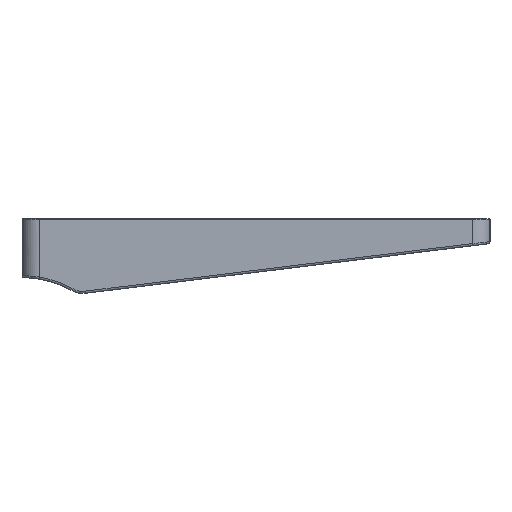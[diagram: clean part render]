
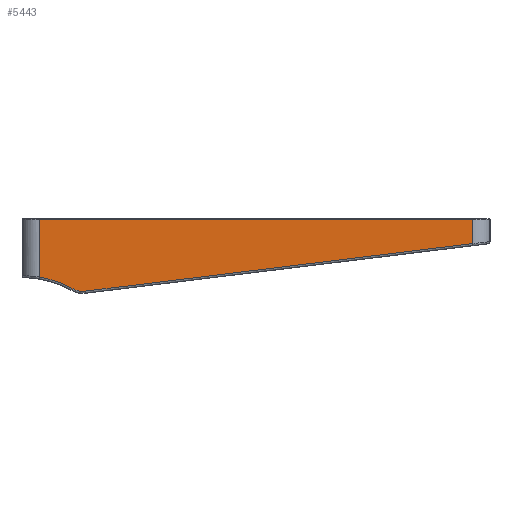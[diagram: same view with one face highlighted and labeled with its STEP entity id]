
A CAD part, left-side view. The second image highlights one B-rep face of the part: STEP entity #5443.
In plain terms, the highlighted planar face has unit normal (-1, 0, 0).
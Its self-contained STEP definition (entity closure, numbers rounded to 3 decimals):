
#331=PLANE('',#5882);
#487=FACE_OUTER_BOUND('',#828,.T.);
#828=EDGE_LOOP('',(#4114,#4115,#4116,#4117,#4118,#4119));
#1163=CIRCLE('',#5883,24.15);
#1164=CIRCLE('',#5884,4.5);
#1574=LINE('',#8635,#2020);
#1636=LINE('',#8811,#2082);
#1637=LINE('',#8815,#2083);
#1638=LINE('',#8820,#2084);
#2020=VECTOR('',#6815,10.);
#2082=VECTOR('',#6975,10.);
#2083=VECTOR('',#6980,10.);
#2084=VECTOR('',#6985,10.);
#2458=VERTEX_POINT('',#8628);
#2460=VERTEX_POINT('',#8634);
#2520=VERTEX_POINT('',#8810);
#2521=VERTEX_POINT('',#8814);
#2522=VERTEX_POINT('',#8816);
#2523=VERTEX_POINT('',#8818);
#3030=EDGE_CURVE('',#2458,#2460,#1574,.T.);
#3117=EDGE_CURVE('',#2460,#2520,#1636,.T.);
#3119=EDGE_CURVE('',#2521,#2458,#1637,.T.);
#3120=EDGE_CURVE('',#2522,#2521,#1163,.T.);
#3121=EDGE_CURVE('',#2523,#2522,#1164,.T.);
#3122=EDGE_CURVE('',#2520,#2523,#1638,.T.);
#4114=ORIENTED_EDGE('',*,*,#3030,.F.);
#4115=ORIENTED_EDGE('',*,*,#3119,.F.);
#4116=ORIENTED_EDGE('',*,*,#3120,.F.);
#4117=ORIENTED_EDGE('',*,*,#3121,.F.);
#4118=ORIENTED_EDGE('',*,*,#3122,.F.);
#4119=ORIENTED_EDGE('',*,*,#3117,.F.);
#5443=ADVANCED_FACE('',(#487),#331,.T.);
#5882=AXIS2_PLACEMENT_3D('',#8813,#6978,#6979);
#5883=AXIS2_PLACEMENT_3D('',#8817,#6981,#6982);
#5884=AXIS2_PLACEMENT_3D('',#8819,#6983,#6984);
#6815=DIRECTION('',(0.,-1.,0.));
#6975=DIRECTION('',(0.,0.,-1.));
#6978=DIRECTION('center_axis',(-1.,0.,0.));
#6979=DIRECTION('ref_axis',(0.,1.,0.));
#6980=DIRECTION('',(0.,0.,1.));
#6981=DIRECTION('center_axis',(-1.,0.,0.));
#6982=DIRECTION('ref_axis',(0.,-0.333,0.943));
#6983=DIRECTION('center_axis',(1.,0.,0.));
#6984=DIRECTION('ref_axis',(0.,0.192,-0.981));
#6985=DIRECTION('',(0.,0.993,-0.122));
#8628=CARTESIAN_POINT('',(28.387,-37.326,2.9));
#8634=CARTESIAN_POINT('',(28.387,-137.276,2.9));
#8635=CARTESIAN_POINT('',(28.387,-114.289,2.9));
#8810=CARTESIAN_POINT('',(28.387,-137.276,-2.675));
#8811=CARTESIAN_POINT('',(28.387,-137.276,3.1));
#8813=CARTESIAN_POINT('Origin',(28.387,-141.276,3.1));
#8814=CARTESIAN_POINT('',(28.387,-37.326,-10.383));
#8815=CARTESIAN_POINT('',(28.387,-37.326,3.1));
#8816=CARTESIAN_POINT('',(28.387,-45.106,-13.117));
#8817=CARTESIAN_POINT('Origin',(28.387,-33.327,-34.2));
#8818=CARTESIAN_POINT('',(28.387,-47.849,-13.655));
#8819=CARTESIAN_POINT('Origin',(28.387,-47.301,-9.189));
#8820=CARTESIAN_POINT('',(28.387,-87.562,-8.779));
